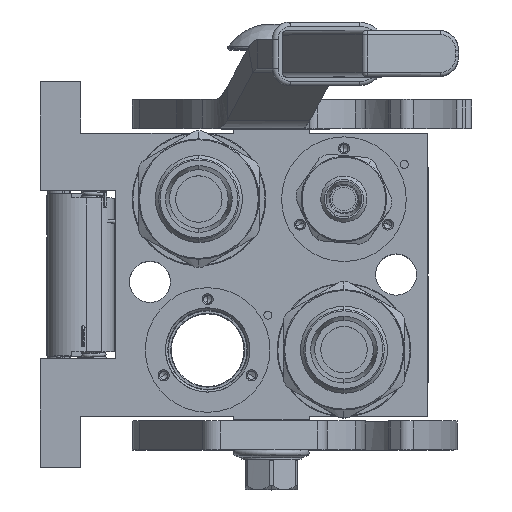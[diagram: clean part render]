
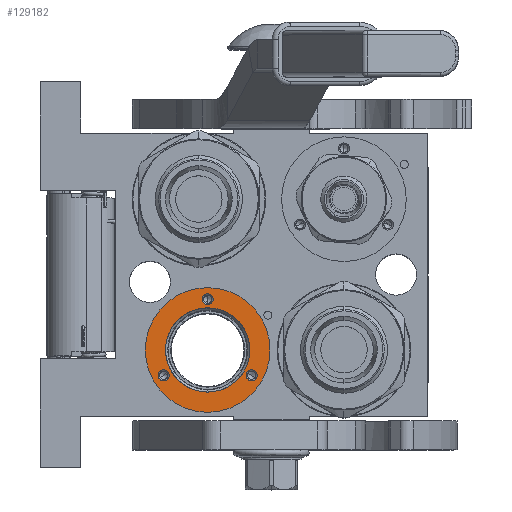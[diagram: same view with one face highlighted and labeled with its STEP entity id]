
A CAD part, top view. The second image highlights one B-rep face of the part: STEP entity #129182.
In plain terms, the highlighted face is planar.
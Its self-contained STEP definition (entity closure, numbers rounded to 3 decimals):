
#447 = ORIENTED_EDGE ( 'NONE', *, *, #75987, .F. ) ;
#4081 = CARTESIAN_POINT ( 'NONE',  ( 26., -22.05, -8.7 ) ) ;
#4420 = VERTEX_POINT ( 'NONE', #84483 ) ;
#5271 = CIRCLE ( 'NONE', #21605, 1.9 ) ;
#6260 = FACE_BOUND ( 'NONE', #25375, .T. ) ;
#7185 = CIRCLE ( 'NONE', #70444, 1.9 ) ;
#7186 = EDGE_CURVE ( 'NONE', #16419, #48414, #97144, .T. ) ;
#10661 = ORIENTED_EDGE ( 'NONE', *, *, #77756, .F. ) ;
#12395 = PLANE ( 'NONE',  #120541 ) ;
#13901 = DIRECTION ( 'NONE',  ( 0., 1., 0. ) ) ;
#16419 = VERTEX_POINT ( 'NONE', #89581 ) ;
#18959 = VERTEX_POINT ( 'NONE', #90458 ) ;
#21041 = DIRECTION ( 'NONE',  ( 1., 0., 0. ) ) ;
#21605 = AXIS2_PLACEMENT_3D ( 'NONE', #56682, #113649, #21041 ) ;
#23387 = CARTESIAN_POINT ( 'NONE',  ( 34.75, -22.05, 6.455 ) ) ;
#25375 = EDGE_LOOP ( 'NONE', ( #87699, #447 ) ) ;
#25484 = DIRECTION ( 'NONE',  ( 0., -1., 0. ) ) ;
#26109 = ORIENTED_EDGE ( 'NONE', *, *, #7186, .F. ) ;
#26996 = DIRECTION ( 'NONE',  ( -1., 0., 0. ) ) ;
#30275 = DIRECTION ( 'NONE',  ( 0., -1., 0. ) ) ;
#35105 = ORIENTED_EDGE ( 'NONE', *, *, #106275, .F. ) ;
#36236 = AXIS2_PLACEMENT_3D ( 'NONE', #83079, #94756, #47944 ) ;
#36771 = CARTESIAN_POINT ( 'NONE',  ( 26., -22.05, -8.7 ) ) ;
#39222 = ORIENTED_EDGE ( 'NONE', *, *, #143604, .F. ) ;
#40076 = VERTEX_POINT ( 'NONE', #145682 ) ;
#41726 = CARTESIAN_POINT ( 'NONE',  ( 8.5, -22.05, -8.7 ) ) ;
#45819 = DIRECTION ( 'NONE',  ( 0., -1., 0. ) ) ;
#46351 = CIRCLE ( 'NONE', #59079, 1.9 ) ;
#47944 = DIRECTION ( 'NONE',  ( 0.5, 0., 0.866 ) ) ;
#48403 = CIRCLE ( 'NONE', #36236, 1.9 ) ;
#48414 = VERTEX_POINT ( 'NONE', #126622 ) ;
#48912 = EDGE_LOOP ( 'NONE', ( #10661, #39222 ) ) ;
#51463 = EDGE_CURVE ( 'NONE', #18959, #4420, #61899, .T. ) ;
#56682 = CARTESIAN_POINT ( 'NONE',  ( 8.5, -22.05, -8.7 ) ) ;
#58738 = CARTESIAN_POINT ( 'NONE',  ( 26., -22.05, -8.7 ) ) ;
#59079 = AXIS2_PLACEMENT_3D ( 'NONE', #62141, #25484, #141632 ) ;
#61182 = EDGE_CURVE ( 'NONE', #106175, #141223, #7185, .T. ) ;
#61467 = DIRECTION ( 'NONE',  ( 1., 0., 0. ) ) ;
#61899 = CIRCLE ( 'NONE', #90074, 14.55 ) ;
#62141 = CARTESIAN_POINT ( 'NONE',  ( 34.75, -22.05, -23.855 ) ) ;
#62976 = DIRECTION ( 'NONE',  ( 0., 1., 0. ) ) ;
#64421 = ORIENTED_EDGE ( 'NONE', *, *, #61182, .F. ) ;
#64937 = DIRECTION ( 'NONE',  ( 1., 0., 0. ) ) ;
#65129 = AXIS2_PLACEMENT_3D ( 'NONE', #23387, #115968, #72204 ) ;
#69090 = CIRCLE ( 'NONE', #90917, 21.5 ) ;
#70444 = AXIS2_PLACEMENT_3D ( 'NONE', #41726, #76368, #146691 ) ;
#71830 = FACE_BOUND ( 'NONE', #48912, .T. ) ;
#72204 = DIRECTION ( 'NONE',  ( -0.5, 0., -0.866 ) ) ;
#74321 = ORIENTED_EDGE ( 'NONE', *, *, #124590, .F. ) ;
#75987 = EDGE_CURVE ( 'NONE', #93502, #40076, #46351, .T. ) ;
#76368 = DIRECTION ( 'NONE',  ( 0., -1., 0. ) ) ;
#77756 = EDGE_CURVE ( 'NONE', #147194, #82052, #114933, .T. ) ;
#78673 = AXIS2_PLACEMENT_3D ( 'NONE', #82444, #45819, #104796 ) ;
#82052 = VERTEX_POINT ( 'NONE', #92824 ) ;
#82444 = CARTESIAN_POINT ( 'NONE',  ( 34.75, -22.05, -23.855 ) ) ;
#83079 = CARTESIAN_POINT ( 'NONE',  ( 34.75, -22.05, 6.455 ) ) ;
#83644 = DIRECTION ( 'NONE',  ( 0., 1., 0. ) ) ;
#84483 = CARTESIAN_POINT ( 'NONE',  ( 11.45, -22.05, -8.7 ) ) ;
#87699 = ORIENTED_EDGE ( 'NONE', *, *, #110229, .F. ) ;
#87787 = CARTESIAN_POINT ( 'NONE',  ( 33.8, -22.05, 4.81 ) ) ;
#88404 = EDGE_LOOP ( 'NONE', ( #26109, #35105 ) ) ;
#89581 = CARTESIAN_POINT ( 'NONE',  ( 47.5, -22.05, -8.7 ) ) ;
#90074 = AXIS2_PLACEMENT_3D ( 'NONE', #148449, #30275, #64937 ) ;
#90458 = CARTESIAN_POINT ( 'NONE',  ( 40.55, -22.05, -8.7 ) ) ;
#90917 = AXIS2_PLACEMENT_3D ( 'NONE', #36771, #13901, #107506 ) ;
#92824 = CARTESIAN_POINT ( 'NONE',  ( 35.7, -22.05, 8.101 ) ) ;
#93502 = VERTEX_POINT ( 'NONE', #126828 ) ;
#93814 = DIRECTION ( 'NONE',  ( -1., 0., 0. ) ) ;
#94756 = DIRECTION ( 'NONE',  ( 0., -1., 0. ) ) ;
#97144 = CIRCLE ( 'NONE', #97355, 21.5 ) ;
#97355 = AXIS2_PLACEMENT_3D ( 'NONE', #131211, #62976, #61467 ) ;
#99125 = FACE_BOUND ( 'NONE', #111219, .T. ) ;
#104521 = FACE_BOUND ( 'NONE', #109316, .T. ) ;
#104796 = DIRECTION ( 'NONE',  ( -0.5, 0., 0.866 ) ) ;
#106175 = VERTEX_POINT ( 'NONE', #149952 ) ;
#106275 = EDGE_CURVE ( 'NONE', #48414, #16419, #69090, .T. ) ;
#107506 = DIRECTION ( 'NONE',  ( -1., 0., 0. ) ) ;
#109316 = EDGE_LOOP ( 'NONE', ( #123741, #74321 ) ) ;
#110229 = EDGE_CURVE ( 'NONE', #40076, #93502, #143281, .T. ) ;
#111219 = EDGE_LOOP ( 'NONE', ( #128698, #64421 ) ) ;
#113649 = DIRECTION ( 'NONE',  ( 0., -1., 0. ) ) ;
#114933 = CIRCLE ( 'NONE', #65129, 1.9 ) ;
#115968 = DIRECTION ( 'NONE',  ( 0., -1., 0. ) ) ;
#116152 = CARTESIAN_POINT ( 'NONE',  ( 10.4, -22.05, -8.7 ) ) ;
#120541 = AXIS2_PLACEMENT_3D ( 'NONE', #58738, #83644, #93814 ) ;
#123741 = ORIENTED_EDGE ( 'NONE', *, *, #51463, .F. ) ;
#124590 = EDGE_CURVE ( 'NONE', #4420, #18959, #133013, .T. ) ;
#126622 = CARTESIAN_POINT ( 'NONE',  ( 4.5, -22.05, -8.7 ) ) ;
#126828 = CARTESIAN_POINT ( 'NONE',  ( 35.7, -22.05, -25.501 ) ) ;
#128698 = ORIENTED_EDGE ( 'NONE', *, *, #132687, .F. ) ;
#129182 = ADVANCED_FACE ( 'NONE', ( #71830, #6260, #99125, #104521, #130098 ), #12395, .F. ) ;
#130098 = FACE_OUTER_BOUND ( 'NONE', #88404, .T. ) ;
#131211 = CARTESIAN_POINT ( 'NONE',  ( 26., -22.05, -8.7 ) ) ;
#132687 = EDGE_CURVE ( 'NONE', #141223, #106175, #5271, .T. ) ;
#133013 = CIRCLE ( 'NONE', #136693, 14.55 ) ;
#136693 = AXIS2_PLACEMENT_3D ( 'NONE', #4081, #143129, #26996 ) ;
#141223 = VERTEX_POINT ( 'NONE', #116152 ) ;
#141632 = DIRECTION ( 'NONE',  ( 0.5, 0., -0.866 ) ) ;
#143129 = DIRECTION ( 'NONE',  ( 0., -1., 0. ) ) ;
#143281 = CIRCLE ( 'NONE', #78673, 1.9 ) ;
#143604 = EDGE_CURVE ( 'NONE', #82052, #147194, #48403, .T. ) ;
#145682 = CARTESIAN_POINT ( 'NONE',  ( 33.8, -22.05, -22.21 ) ) ;
#146691 = DIRECTION ( 'NONE',  ( -1., 0., 0. ) ) ;
#147194 = VERTEX_POINT ( 'NONE', #87787 ) ;
#148449 = CARTESIAN_POINT ( 'NONE',  ( 26., -22.05, -8.7 ) ) ;
#149952 = CARTESIAN_POINT ( 'NONE',  ( 6.6, -22.05, -8.7 ) ) ;
